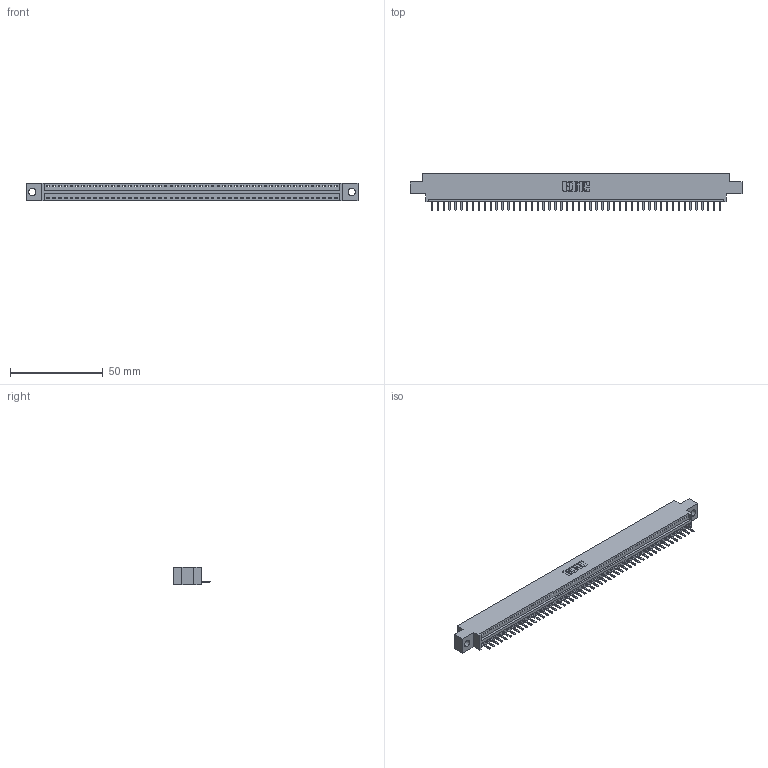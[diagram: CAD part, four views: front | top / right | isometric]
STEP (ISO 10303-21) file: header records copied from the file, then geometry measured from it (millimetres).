
FILE_DESCRIPTION (( 'STEP AP203' ), '1' );
FILE_NAME ('396-050-520-604.STEP', '2019-10-28T06:02:52', ( '' ), ( '' ), 'SwSTEP 2.0', 'SolidWorks 2016', '' );
FILE_SCHEMA (( 'CONFIG_CONTROL_DESIGN' ));
Length unit declared in the file: inch
Products named in the file (3): 396-050-520-604; 346 Part_0.170 Offset - 0.156 Dia-TH; 345-292-001_345-293-120
Assembly tree (51 placements, depth 2):
  396-050-520-604
    346 Part_0.170 Offset - 0.156 Dia-TH
    345-292-001_345-293-120  x50
Bounding box: 179.32 x 20.02 x 9.4 mm (x, y, z)
Volume: 16834.1 mm3; surface area: 20612 mm2
Topology: 51 solids, 51 shells, 3226 faces, 9541 edges, 6226 vertices
Faces by surface type: plane 2180, cylinder 1046
Entity records: 30203 total; most frequent: CARTESIAN_POINT 5194, ORIENTED_EDGE 5166, DIRECTION 4559, EDGE_CURVE 2583, VECTOR 2247, LINE 2247, VERTEX_POINT 1718, AXIS2_PLACEMENT_3D 1156
